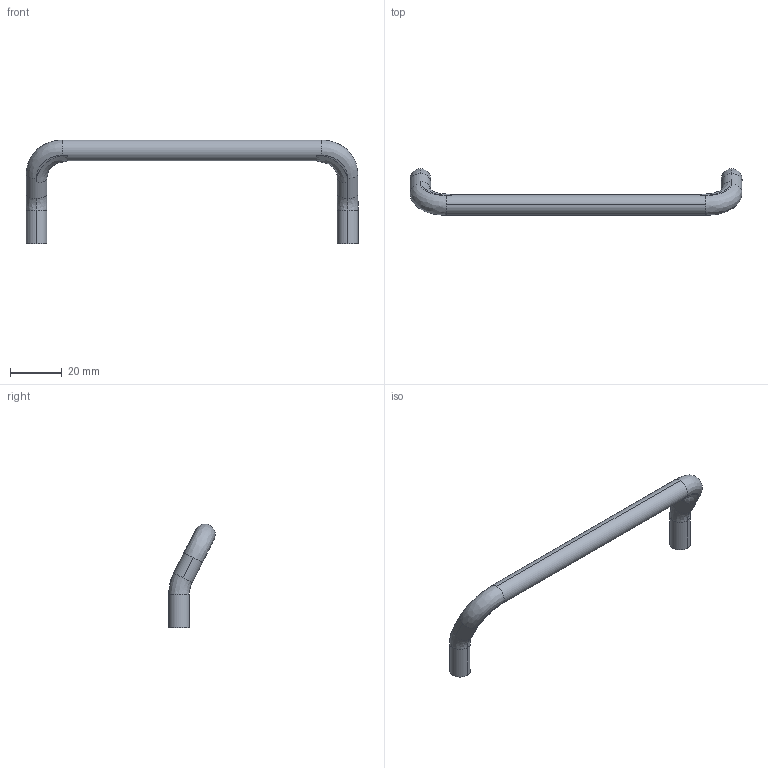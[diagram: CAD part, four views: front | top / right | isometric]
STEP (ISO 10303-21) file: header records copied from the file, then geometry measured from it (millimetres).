
FILE_DESCRIPTION( (''), '2;1');
FILE_NAME ('PC50.1864.THA_32_4_8272.stp','2021-09-06T12:00:12',(''),(''),'spGate 17.5.2','','');
FILE_SCHEMA (('AUTOMOTIVE_DESIGN'));
Length unit declared in the file: millimetre
Bounding box: 128 x 18 x 40 mm (x, y, z)
Volume: 9163.8 mm3; surface area: 5156 mm2
Topology: 1 solids, 1 shells, 30 faces, 74 edges, 48 vertices
Faces by surface type: cylinder 14, plane 8, bspline 8
Entity records: 1669 total; most frequent: CARTESIAN_POINT 366, DIRECTION 148, ORIENTED_EDGE 148, COLOUR_RGB 105, PRESENTATION_STYLE_ASSIGNMENT 105, STYLED_ITEM 105, EDGE_CURVE 74, DRAUGHTING_PRE_DEFINED_CURVE_FONT 74
